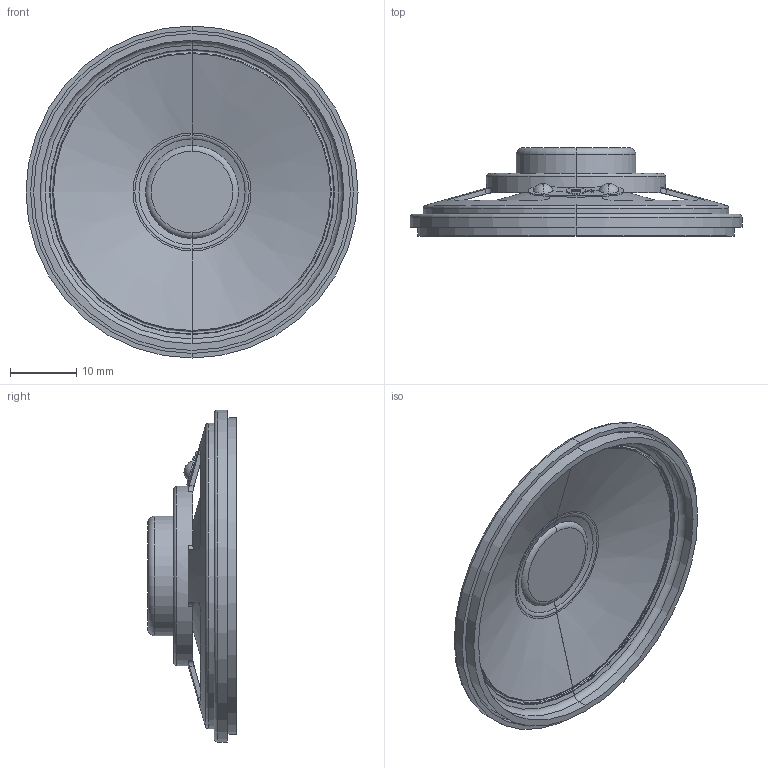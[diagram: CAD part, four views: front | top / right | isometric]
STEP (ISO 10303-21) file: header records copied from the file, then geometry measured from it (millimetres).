
FILE_DESCRIPTION (( 'STEP AP214' ), '1' );
FILE_NAME ('Speaker, dia 50mm.STEP', '2022-08-10T02:57:34', ( '' ), ( '' ), 'SwSTEP 2.0', 'SolidWorks 2021', '' );
FILE_SCHEMA (( 'AUTOMOTIVE_DESIGN' ));
Length unit declared in the file: millimetre
Products named in the file (1): Speaker, dia 50mm
Bounding box: 50 x 13.3 x 50 mm (x, y, z)
Volume: 2335 mm3; surface area: 9656.8 mm2
Topology: 2 solids, 2 shells, 159 faces, 376 edges, 230 vertices
Faces by surface type: cylinder 66, plane 47, torus 30, cone 16
Entity records: 5301 total; most frequent: CARTESIAN_POINT 1188, DIRECTION 804, ORIENTED_EDGE 752, EDGE_CURVE 376, AXIS2_PLACEMENT_3D 324, VERTEX_POINT 230, EDGE_LOOP 176, CIRCLE 164
